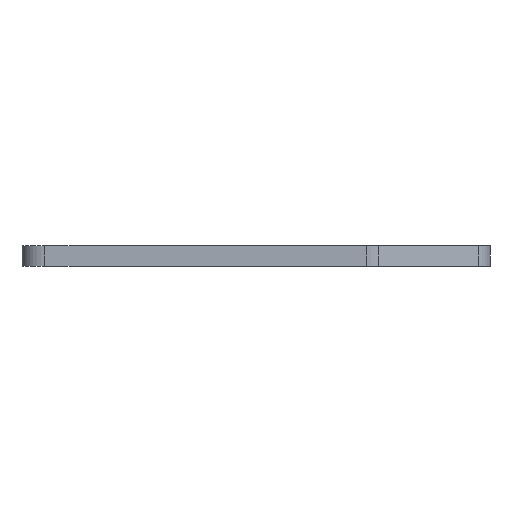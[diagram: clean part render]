
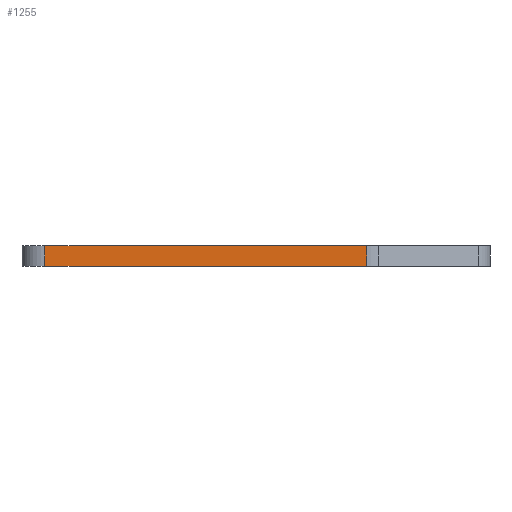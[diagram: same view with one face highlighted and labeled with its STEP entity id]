
A CAD part, left-side view. The second image highlights one B-rep face of the part: STEP entity #1255.
In plain terms, the highlighted planar face has unit normal (-1, 0, 0).
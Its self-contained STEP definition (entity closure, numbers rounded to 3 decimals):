
#1255=ADVANCED_FACE('',(#2400),#2402,.T.);
#2400=FACE_BOUND('',#2401,.T.);
#2401=EDGE_LOOP('',(#3234,#3235,#3236,#3237));
#2402=PLANE('',#2403);
#2403=AXIS2_PLACEMENT_3D('',#2404,#2405,#2406);
#2404=CARTESIAN_POINT('',(32.825,19.077,0.));
#2405=DIRECTION('',(-1.,0.,0.));
#2406=DIRECTION('',(0.,-1.,0.));
#3234=ORIENTED_EDGE('',*,*,#3845,.T.);
#3235=ORIENTED_EDGE('',*,*,#3846,.T.);
#3236=ORIENTED_EDGE('',*,*,#3459,.F.);
#3237=ORIENTED_EDGE('',*,*,#3844,.F.);
#3459=EDGE_CURVE('',#3917,#3919,#3920,.T.);
#3844=EDGE_CURVE('',#4556,#3917,#4558,.T.);
#3845=EDGE_CURVE('',#4556,#4559,#4560,.T.);
#3846=EDGE_CURVE('',#4559,#3919,#4561,.T.);
#3917=VERTEX_POINT('',#4699);
#3919=VERTEX_POINT('',#4704);
#3920=LINE('',#4705,#4706);
#4556=VERTEX_POINT('',#6235);
#4558=LINE('',#6240,#6241);
#4559=VERTEX_POINT('',#6243);
#4560=LINE('',#6244,#6245);
#4561=LINE('',#6247,#6248);
#4699=CARTESIAN_POINT('',(32.825,19.077,4.5));
#4704=CARTESIAN_POINT('',(32.825,-51.057,4.5));
#4705=CARTESIAN_POINT('',(32.825,19.077,4.5));
#4706=VECTOR('',#4707,1.);
#4707=DIRECTION('',(0.,-1.,0.));
#6235=CARTESIAN_POINT('',(32.825,19.077,0.));
#6240=CARTESIAN_POINT('',(32.825,19.077,0.));
#6241=VECTOR('',#6242,1.);
#6242=DIRECTION('',(0.,0.,1.));
#6243=CARTESIAN_POINT('',(32.825,-51.057,0.));
#6244=CARTESIAN_POINT('',(32.825,19.077,0.));
#6245=VECTOR('',#6246,1.);
#6246=DIRECTION('',(0.,-1.,0.));
#6247=CARTESIAN_POINT('',(32.825,-51.057,0.));
#6248=VECTOR('',#6249,1.);
#6249=DIRECTION('',(0.,0.,1.));
